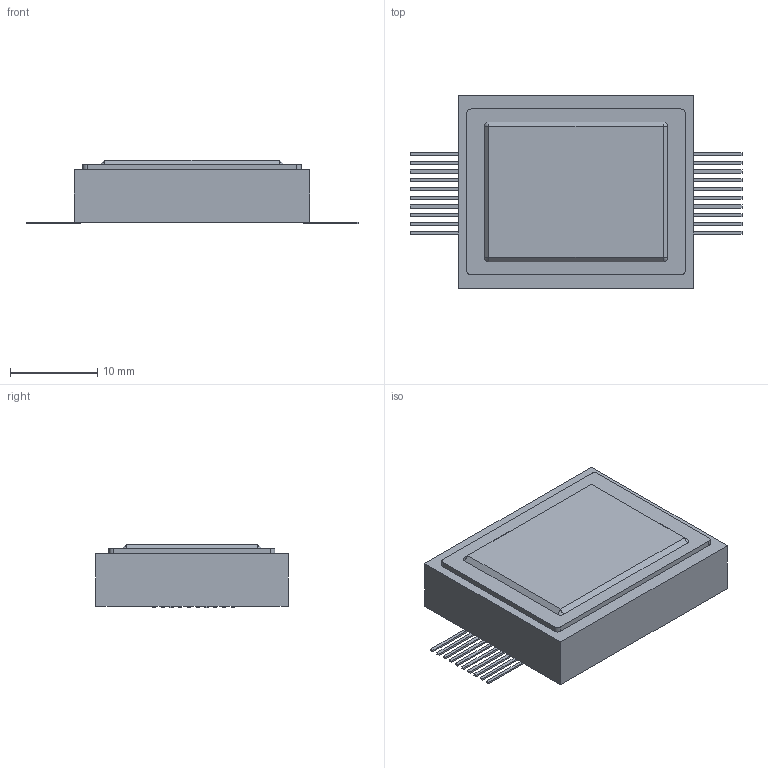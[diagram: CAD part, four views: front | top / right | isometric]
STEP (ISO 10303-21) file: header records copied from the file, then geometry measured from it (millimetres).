
FILE_DESCRIPTION(('STEP AP214'), '1');
FILE_NAME('4140.20-1', '', ('UNSPECIFIED'), ('UNSPECIFIED'), 'ASCON STEP Converter 1.3', 'ASCON Math Kernel', '');
FILE_SCHEMA(('AUTOMOTIVE_DESIGN { 1 0 10303 214 3 1 1}'));
Length unit declared in the file: millimetre
Bounding box: 38 x 22 x 7.32 mm (x, y, z)
Volume: 4026.3 mm3; surface area: 1979.4 mm2
Topology: 1 solids, 1 shells, 148 faces, 389 edges, 242 vertices
Faces by surface type: plane 140, cylinder 4, cone 4
Entity records: 5617 total; most frequent: CARTESIAN_POINT 776, ORIENTED_EDGE 770, DIRECTION 695, EDGE_CURVE 385, LINE 373, VECTOR 373, VERTEX_POINT 242, AXIS2_PLACEMENT_3D 161
